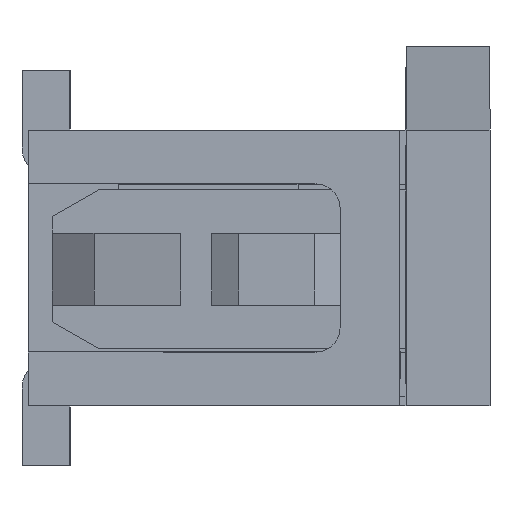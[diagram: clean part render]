
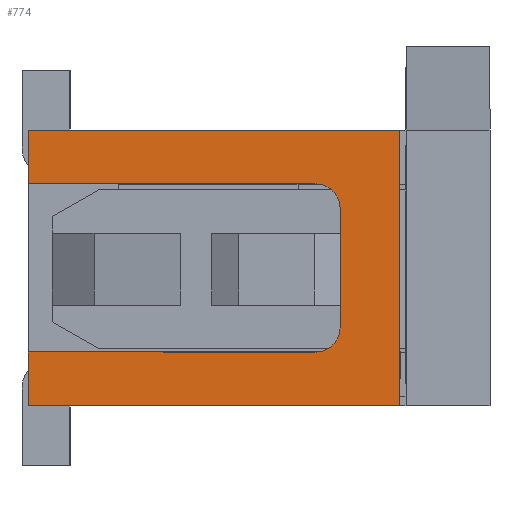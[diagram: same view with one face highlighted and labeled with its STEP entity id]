
A CAD part, left-side view. The second image highlights one B-rep face of the part: STEP entity #774.
In plain terms, the highlighted planar face has unit normal (-1, 0, 0).
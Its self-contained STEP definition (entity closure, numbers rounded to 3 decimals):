
#110=CIRCLE('',#9793,0.2);
#111=CIRCLE('',#9794,0.2);
#334=FACE_OUTER_BOUND('',#1596,.T.);
#774=ADVANCED_FACE('',(#334),#1211,.T.);
#1211=PLANE('',#9795);
#1596=EDGE_LOOP('',(#2856,#2857,#2858,#2859,#2860,#2861,#2862,#2863,#2864,
#2865));
#2856=ORIENTED_EDGE('',*,*,#6196,.T.);
#2857=ORIENTED_EDGE('',*,*,#6296,.T.);
#2858=ORIENTED_EDGE('',*,*,#6337,.T.);
#2859=ORIENTED_EDGE('',*,*,#6157,.T.);
#2860=ORIENTED_EDGE('',*,*,#6338,.T.);
#2861=ORIENTED_EDGE('',*,*,#6339,.T.);
#2862=ORIENTED_EDGE('',*,*,#6192,.T.);
#2863=ORIENTED_EDGE('',*,*,#5929,.T.);
#2864=ORIENTED_EDGE('',*,*,#6340,.T.);
#2865=ORIENTED_EDGE('',*,*,#6279,.F.);
#4976=VERTEX_POINT('',#13147);
#4977=VERTEX_POINT('',#13149);
#5116=VERTEX_POINT('',#13585);
#5117=VERTEX_POINT('',#13587);
#5140=VERTEX_POINT('',#13646);
#5143=VERTEX_POINT('',#13652);
#5144=VERTEX_POINT('',#13654);
#5214=VERTEX_POINT('',#13808);
#5227=VERTEX_POINT('',#13838);
#5252=VERTEX_POINT('',#13917);
#5929=EDGE_CURVE('',#4977,#4976,#7345,.T.);
#6157=EDGE_CURVE('',#5117,#5116,#7570,.T.);
#6192=EDGE_CURVE('',#5140,#4977,#7605,.T.);
#6196=EDGE_CURVE('',#5144,#5143,#7609,.T.);
#6279=EDGE_CURVE('',#5144,#5214,#7692,.T.);
#6296=EDGE_CURVE('',#5143,#5227,#7706,.T.);
#6337=EDGE_CURVE('',#5227,#5117,#110,.T.);
#6338=EDGE_CURVE('',#5116,#5252,#111,.T.);
#6339=EDGE_CURVE('',#5252,#5140,#7745,.T.);
#6340=EDGE_CURVE('',#4976,#5214,#7746,.T.);
#7345=LINE('',#13148,#8628);
#7570=LINE('',#13586,#8853);
#7605=LINE('',#13645,#8888);
#7609=LINE('',#13653,#8892);
#7692=LINE('',#13807,#8975);
#7706=LINE('',#13839,#8989);
#7745=LINE('',#13918,#9028);
#7746=LINE('',#13919,#9029);
#8628=VECTOR('',#10526,1.);
#8853=VECTOR('',#10897,1.);
#8888=VECTOR('',#10934,1.);
#8892=VECTOR('',#10938,1.);
#8975=VECTOR('',#11023,1.);
#8989=VECTOR('',#11045,1.);
#9028=VECTOR('',#11114,1.);
#9029=VECTOR('',#11115,1.);
#9793=AXIS2_PLACEMENT_3D('',#13915,#11110,#11111);
#9794=AXIS2_PLACEMENT_3D('',#13916,#11112,#11113);
#9795=AXIS2_PLACEMENT_3D('',#13920,#11116,#11117);
#10526=DIRECTION('',(0.,-1.,0.));
#10897=DIRECTION('',(0.,0.,-1.));
#10934=DIRECTION('',(0.,0.,-1.));
#10938=DIRECTION('',(0.,0.,-1.));
#11023=DIRECTION('',(0.,-1.,0.));
#11045=DIRECTION('',(0.,-1.,0.));
#11110=DIRECTION('',(1.,0.,0.));
#11111=DIRECTION('',(0.,1.,0.));
#11112=DIRECTION('',(1.,0.,0.));
#11113=DIRECTION('',(0.,1.,0.));
#11114=DIRECTION('',(0.,1.,0.));
#11115=DIRECTION('',(0.,0.,1.));
#11116=DIRECTION('',(-1.,0.,0.));
#11117=DIRECTION('',(0.,0.,1.));
#13147=CARTESIAN_POINT('',(-6.95,0.05,0.));
#13148=CARTESIAN_POINT('',(-6.95,3.15,0.));
#13149=CARTESIAN_POINT('',(-6.95,3.15,0.));
#13585=CARTESIAN_POINT('',(-6.95,0.55,0.65));
#13586=CARTESIAN_POINT('',(-6.95,0.55,1.65));
#13587=CARTESIAN_POINT('',(-6.95,0.55,1.65));
#13645=CARTESIAN_POINT('',(-6.95,3.15,2.3));
#13646=CARTESIAN_POINT('',(-6.95,3.15,0.45));
#13652=CARTESIAN_POINT('',(-6.95,3.15,1.85));
#13653=CARTESIAN_POINT('',(-6.95,3.15,2.3));
#13654=CARTESIAN_POINT('',(-6.95,3.15,2.3));
#13807=CARTESIAN_POINT('',(-6.95,3.15,2.3));
#13808=CARTESIAN_POINT('',(-6.95,0.05,2.3));
#13838=CARTESIAN_POINT('',(-6.95,0.75,1.85));
#13839=CARTESIAN_POINT('',(-6.95,3.15,1.85));
#13915=CARTESIAN_POINT('',(-6.95,0.75,1.65));
#13916=CARTESIAN_POINT('',(-6.95,0.75,0.65));
#13917=CARTESIAN_POINT('',(-6.95,0.75,0.45));
#13918=CARTESIAN_POINT('',(-6.95,0.75,0.45));
#13919=CARTESIAN_POINT('',(-6.95,0.05,0.));
#13920=CARTESIAN_POINT('',(-6.95,3.15,2.3));
